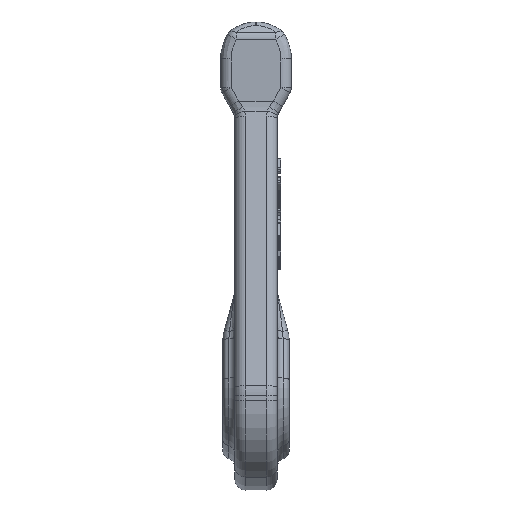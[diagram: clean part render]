
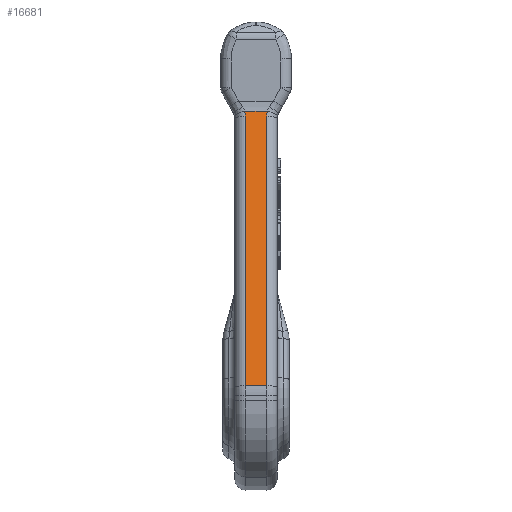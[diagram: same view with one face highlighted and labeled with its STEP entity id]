
A CAD part, front view. The second image highlights one B-rep face of the part: STEP entity #16681.
In plain terms, the highlighted planar face has unit normal (0, -0.981, 0.194).
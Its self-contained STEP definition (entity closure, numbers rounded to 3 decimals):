
#16626=AXIS2_PLACEMENT_3D('Plane Axis2P3D',#16623,#16624,#16625) ;
#16575=CARTESIAN_POINT('Vertex',(3.233,-16.684,-13.73)) ;
#16606=CARTESIAN_POINT('Vertex',(-3.233,-16.684,-13.73)) ;
#16609=CARTESIAN_POINT('Line Origine',(5.075,-16.684,-13.73)) ;
#16623=CARTESIAN_POINT('Axis2P3D Location',(0.,-16.684,-13.73)) ;
#16629=CARTESIAN_POINT('Control Point',(-3.233,-16.684,-13.73)) ;
#16630=CARTESIAN_POINT('Control Point',(-3.169,-16.734,-13.981)) ;
#16631=CARTESIAN_POINT('Control Point',(-3.119,-16.784,-14.235)) ;
#16632=CARTESIAN_POINT('Control Point',(-3.083,-16.834,-14.492)) ;
#16633=CARTESIAN_POINT('Control Point',(-3.058,-16.893,-14.788)) ;
#16634=CARTESIAN_POINT('Control Point',(-3.051,-16.951,-15.084)) ;
#16635=CARTESIAN_POINT('Control Point',(-3.05,-16.959,-15.123)) ;
#16636=CARTESIAN_POINT('Control Point',(-3.05,-16.966,-15.161)) ;
#16637=CARTESIAN_POINT('Control Point',(-3.05,-16.974,-15.199)) ;
#16638=CARTESIAN_POINT('Vertex',(-3.05,-16.974,-15.199)) ;
#16641=CARTESIAN_POINT('Line Origine',(-3.05,-24.595,-53.806)) ;
#16645=CARTESIAN_POINT('Vertex',(-3.05,-32.216,-92.412)) ;
#16648=CARTESIAN_POINT('Line Origine',(0.,-32.216,-92.412)) ;
#16652=CARTESIAN_POINT('Vertex',(3.05,-32.216,-92.412)) ;
#16655=CARTESIAN_POINT('Line Origine',(3.05,-24.595,-53.806)) ;
#16659=CARTESIAN_POINT('Vertex',(3.05,-16.974,-15.199)) ;
#16663=CARTESIAN_POINT('Control Point',(3.233,-16.684,-13.73)) ;
#16664=CARTESIAN_POINT('Control Point',(3.169,-16.734,-13.981)) ;
#16665=CARTESIAN_POINT('Control Point',(3.119,-16.784,-14.235)) ;
#16666=CARTESIAN_POINT('Control Point',(3.083,-16.834,-14.492)) ;
#16667=CARTESIAN_POINT('Control Point',(3.058,-16.893,-14.788)) ;
#16668=CARTESIAN_POINT('Control Point',(3.051,-16.951,-15.084)) ;
#16669=CARTESIAN_POINT('Control Point',(3.05,-16.959,-15.123)) ;
#16670=CARTESIAN_POINT('Control Point',(3.05,-16.966,-15.161)) ;
#16671=CARTESIAN_POINT('Control Point',(3.05,-16.974,-15.199)) ;
#16610=DIRECTION('Vector Direction',(1.,0.,0.)) ;
#16624=DIRECTION('Axis2P3D Direction',(0.,-0.981,0.194)) ;
#16625=DIRECTION('Axis2P3D XDirection',(-0.,-0.194,-0.981)) ;
#16642=DIRECTION('Vector Direction',(0.,0.194,0.981)) ;
#16649=DIRECTION('Vector Direction',(1.,0.,0.)) ;
#16656=DIRECTION('Vector Direction',(0.,0.194,0.981)) ;
#16611=VECTOR('Line Direction',#16610,1.) ;
#16643=VECTOR('Line Direction',#16642,1.) ;
#16650=VECTOR('Line Direction',#16649,1.) ;
#16657=VECTOR('Line Direction',#16656,1.) ;
#16674=ORIENTED_EDGE('',*,*,#16613,.T.) ;
#16675=ORIENTED_EDGE('',*,*,#16640,.T.) ;
#16676=ORIENTED_EDGE('',*,*,#16647,.T.) ;
#16677=ORIENTED_EDGE('',*,*,#16654,.F.) ;
#16678=ORIENTED_EDGE('',*,*,#16661,.F.) ;
#16679=ORIENTED_EDGE('',*,*,#16672,.F.) ;
#16681=ADVANCED_FACE('\X2\51434EF6672C9AD4\X0\',(#16680),#16627,.T.) ;
#16628=B_SPLINE_CURVE_WITH_KNOTS('',5,(#16629,#16630,#16631,#16632,#16633,#16634,#16635,#16636,#16637),.UNSPECIFIED.,.F.,.U.,(6,3,6),(7.939,9.427,9.648),.UNSPECIFIED.) ;
#16662=B_SPLINE_CURVE_WITH_KNOTS('',5,(#16663,#16664,#16665,#16666,#16667,#16668,#16669,#16670,#16671),.UNSPECIFIED.,.F.,.U.,(6,3,6),(7.939,9.427,9.648),.UNSPECIFIED.) ;
#16613=EDGE_CURVE('',#16576,#16607,#16612,.F.) ;
#16640=EDGE_CURVE('',#16607,#16639,#16628,.T.) ;
#16647=EDGE_CURVE('',#16639,#16646,#16644,.F.) ;
#16654=EDGE_CURVE('',#16653,#16646,#16651,.F.) ;
#16661=EDGE_CURVE('',#16660,#16653,#16658,.F.) ;
#16672=EDGE_CURVE('',#16576,#16660,#16662,.T.) ;
#16673=EDGE_LOOP('',(#16674,#16675,#16676,#16677,#16678,#16679)) ;
#16680=FACE_OUTER_BOUND('',#16673,.T.) ;
#16612=LINE('Line',#16609,#16611) ;
#16644=LINE('Line',#16641,#16643) ;
#16651=LINE('Line',#16648,#16650) ;
#16658=LINE('Line',#16655,#16657) ;
#16627=PLANE('',#16626) ;
#16576=VERTEX_POINT('',#16575) ;
#16607=VERTEX_POINT('',#16606) ;
#16639=VERTEX_POINT('',#16638) ;
#16646=VERTEX_POINT('',#16645) ;
#16653=VERTEX_POINT('',#16652) ;
#16660=VERTEX_POINT('',#16659) ;
